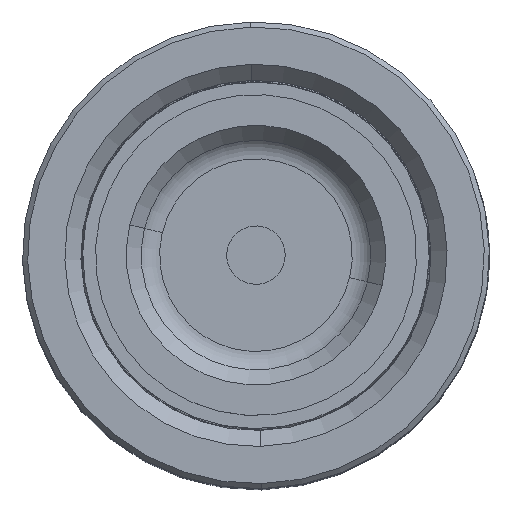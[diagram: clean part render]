
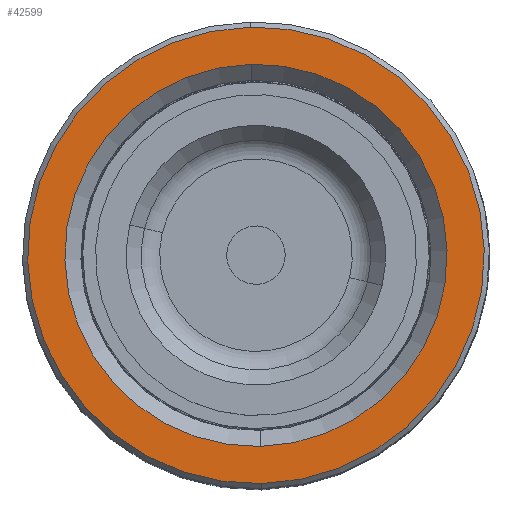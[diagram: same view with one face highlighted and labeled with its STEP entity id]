
A CAD part, top view. The second image highlights one B-rep face of the part: STEP entity #42599.
In plain terms, the highlighted planar face has unit normal (0, 0, 1).
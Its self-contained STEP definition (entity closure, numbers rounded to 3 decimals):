
#4951 = VERTEX_POINT ( 'NONE', #37703 ) ;
#6223 = AXIS2_PLACEMENT_3D ( 'NONE', #24382, #51943, #28698 ) ;
#8117 = VERTEX_POINT ( 'NONE', #18545 ) ;
#9892 = AXIS2_PLACEMENT_3D ( 'NONE', #56341, #23217, #46270 ) ;
#11577 = CIRCLE ( 'NONE', #16616, 31.3 ) ;
#12475 = ORIENTED_EDGE ( 'NONE', *, *, #45495, .T. ) ;
#12577 = ORIENTED_EDGE ( 'NONE', *, *, #43859, .T. ) ;
#12946 = CARTESIAN_POINT ( 'NONE',  ( 0., 0., 100. ) ) ;
#16616 = AXIS2_PLACEMENT_3D ( 'NONE', #18506, #51432, #32728 ) ;
#18506 = CARTESIAN_POINT ( 'NONE',  ( 0., 0., 100. ) ) ;
#18545 = CARTESIAN_POINT ( 'NONE',  ( 26.2, 0., 100. ) ) ;
#19307 = DIRECTION ( 'NONE',  ( 0., 0., -1. ) ) ;
#20662 = EDGE_CURVE ( 'NONE', #47982, #8117, #27702, .T. ) ;
#23217 = DIRECTION ( 'NONE',  ( 0., 0., 1. ) ) ;
#24382 = CARTESIAN_POINT ( 'NONE',  ( 0., 0., 100. ) ) ;
#25387 = VERTEX_POINT ( 'NONE', #32729 ) ;
#27702 = CIRCLE ( 'NONE', #39578, 26.2 ) ;
#28512 = ORIENTED_EDGE ( 'NONE', *, *, #20662, .T. ) ;
#28698 = DIRECTION ( 'NONE',  ( 1., 0., 0. ) ) ;
#29357 = EDGE_CURVE ( 'NONE', #8117, #47982, #36961, .T. ) ;
#29615 = AXIS2_PLACEMENT_3D ( 'NONE', #12946, #54309, #59076 ) ;
#32728 = DIRECTION ( 'NONE',  ( 1., 0., 0. ) ) ;
#32729 = CARTESIAN_POINT ( 'NONE',  ( 31.3, 0., 100. ) ) ;
#33324 = CARTESIAN_POINT ( 'NONE',  ( 0., 0., 100. ) ) ;
#34419 = FACE_BOUND ( 'NONE', #41067, .T. ) ;
#35369 = ORIENTED_EDGE ( 'NONE', *, *, #29357, .T. ) ;
#36961 = CIRCLE ( 'NONE', #6223, 26.2 ) ;
#37703 = CARTESIAN_POINT ( 'NONE',  ( -31.3, 0., 100. ) ) ;
#39578 = AXIS2_PLACEMENT_3D ( 'NONE', #33324, #19307, #47729 ) ;
#41067 = EDGE_LOOP ( 'NONE', ( #35369, #28512 ) ) ;
#42599 = ADVANCED_FACE ( 'NONE', ( #46232, #34419 ), #50391, .T. ) ;
#43859 = EDGE_CURVE ( 'NONE', #4951, #25387, #51356, .T. ) ;
#45495 = EDGE_CURVE ( 'NONE', #25387, #4951, #11577, .T. ) ;
#46232 = FACE_OUTER_BOUND ( 'NONE', #56639, .T. ) ;
#46270 = DIRECTION ( 'NONE',  ( 1., 0., 0. ) ) ;
#47729 = DIRECTION ( 'NONE',  ( 1., 0., 0. ) ) ;
#47982 = VERTEX_POINT ( 'NONE', #54615 ) ;
#50391 = PLANE ( 'NONE',  #29615 ) ;
#51356 = CIRCLE ( 'NONE', #9892, 31.3 ) ;
#51432 = DIRECTION ( 'NONE',  ( 0., 0., 1. ) ) ;
#51943 = DIRECTION ( 'NONE',  ( 0., 0., -1. ) ) ;
#54309 = DIRECTION ( 'NONE',  ( 0., 0., 1. ) ) ;
#54615 = CARTESIAN_POINT ( 'NONE',  ( -26.2, 0., 100. ) ) ;
#56341 = CARTESIAN_POINT ( 'NONE',  ( 0., 0., 100. ) ) ;
#56639 = EDGE_LOOP ( 'NONE', ( #12577, #12475 ) ) ;
#59076 = DIRECTION ( 'NONE',  ( 1., 0., 0. ) ) ;
